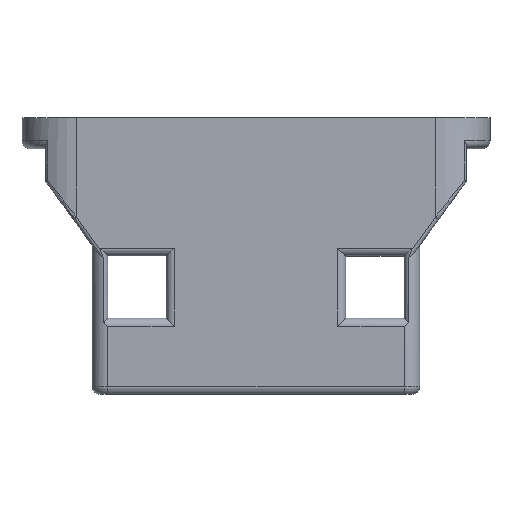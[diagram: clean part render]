
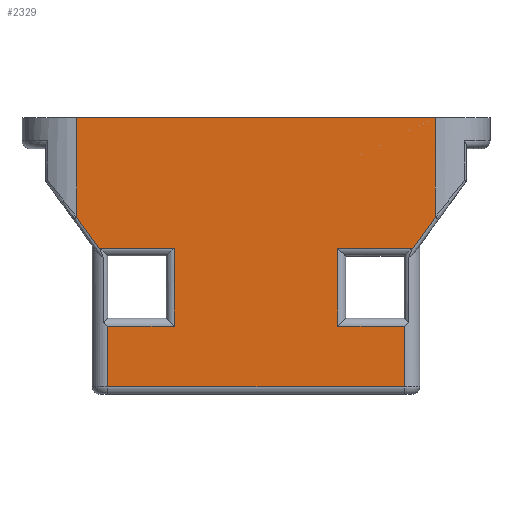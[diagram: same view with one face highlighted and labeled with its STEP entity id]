
A CAD part, front view. The second image highlights one B-rep face of the part: STEP entity #2329.
In plain terms, the highlighted planar face has unit normal (0, -1, 0).
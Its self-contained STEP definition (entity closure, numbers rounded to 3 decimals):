
#7 = DIRECTION ( 'NONE',  ( 0., 0., 1. ) ) ;
#28 = VECTOR ( 'NONE', #1588, 1000. ) ;
#69 = LINE ( 'NONE', #2967, #5854 ) ;
#100 = CARTESIAN_POINT ( 'NONE',  ( -10.5, 0., -9. ) ) ;
#110 = ORIENTED_EDGE ( 'NONE', *, *, #4877, .T. ) ;
#130 = VERTEX_POINT ( 'NONE', #3377 ) ;
#447 = AXIS2_PLACEMENT_3D ( 'NONE', #3446, #634, #2446 ) ;
#454 = CARTESIAN_POINT ( 'NONE',  ( 19., 0., -16.75 ) ) ;
#504 = CARTESIAN_POINT ( 'NONE',  ( -20., 0., 0. ) ) ;
#515 = CARTESIAN_POINT ( 'NONE',  ( 22.596, 0., 4.419 ) ) ;
#538 = EDGE_CURVE ( 'NONE', #1971, #572, #1830, .T. ) ;
#542 = DIRECTION ( 'NONE',  ( 0., 0., -1. ) ) ;
#572 = VERTEX_POINT ( 'NONE', #4733 ) ;
#597 = CARTESIAN_POINT ( 'NONE',  ( -23., 0., 17.75 ) ) ;
#600 = EDGE_CURVE ( 'NONE', #4823, #3149, #1682, .T. ) ;
#629 = EDGE_CURVE ( 'NONE', #5167, #4852, #5842, .T. ) ;
#634 = DIRECTION ( 'NONE',  ( 0., 1., 0. ) ) ;
#661 = LINE ( 'NONE', #4901, #5197 ) ;
#667 = CARTESIAN_POINT ( 'NONE',  ( 0., 0., -9. ) ) ;
#785 = ORIENTED_EDGE ( 'NONE', *, *, #1272, .T. ) ;
#805 = ORIENTED_EDGE ( 'NONE', *, *, #2322, .T. ) ;
#824 = VECTOR ( 'NONE', #4931, 1000. ) ;
#933 = VECTOR ( 'NONE', #7, 1000. ) ;
#936 = VECTOR ( 'NONE', #4176, 1000. ) ;
#1000 = DIRECTION ( 'NONE',  ( 1., 0., 0. ) ) ;
#1022 = EDGE_CURVE ( 'NONE', #4463, #1971, #4317, .T. ) ;
#1090 = CARTESIAN_POINT ( 'NONE',  ( 0., 0., -16.75 ) ) ;
#1115 = CARTESIAN_POINT ( 'NONE',  ( 20., 0., 1. ) ) ;
#1272 = EDGE_CURVE ( 'NONE', #5988, #4622, #4152, .T. ) ;
#1294 = EDGE_CURVE ( 'NONE', #3564, #4823, #4602, .T. ) ;
#1298 = VERTEX_POINT ( 'NONE', #597 ) ;
#1302 = ORIENTED_EDGE ( 'NONE', *, *, #1736, .T. ) ;
#1539 = CARTESIAN_POINT ( 'NONE',  ( 0., 0., 1. ) ) ;
#1563 = DIRECTION ( 'NONE',  ( 1., 0., 0. ) ) ;
#1588 = DIRECTION ( 'NONE',  ( 0., 0., -1. ) ) ;
#1625 = VECTOR ( 'NONE', #5353, 1000. ) ;
#1644 = DIRECTION ( 'NONE',  ( 0., 0., 1. ) ) ;
#1677 = VERTEX_POINT ( 'NONE', #1115 ) ;
#1682 = LINE ( 'NONE', #1720, #4029 ) ;
#1720 = CARTESIAN_POINT ( 'NONE',  ( -10.5, 0., -8. ) ) ;
#1736 = EDGE_CURVE ( 'NONE', #4561, #3564, #4937, .T. ) ;
#1830 = LINE ( 'NONE', #3306, #933 ) ;
#1971 = VERTEX_POINT ( 'NONE', #5627 ) ;
#2047 = ORIENTED_EDGE ( 'NONE', *, *, #600, .T. ) ;
#2056 = ORIENTED_EDGE ( 'NONE', *, *, #3062, .T. ) ;
#2069 = LINE ( 'NONE', #2093, #1625 ) ;
#2070 = EDGE_CURVE ( 'NONE', #1298, #572, #2069, .T. ) ;
#2093 = CARTESIAN_POINT ( 'NONE',  ( -20., 0., 17.75 ) ) ;
#2129 = VECTOR ( 'NONE', #4074, 1000. ) ;
#2297 = ORIENTED_EDGE ( 'NONE', *, *, #1022, .T. ) ;
#2322 = EDGE_CURVE ( 'NONE', #4852, #130, #69, .T. ) ;
#2329 = ADVANCED_FACE ( 'NONE', ( #4701 ), #5220, .F. ) ;
#2367 = CARTESIAN_POINT ( 'NONE',  ( -20.596, 0., 1.669 ) ) ;
#2417 = DIRECTION ( 'NONE',  ( 0.588, 0., 0.809 ) ) ;
#2446 = DIRECTION ( 'NONE',  ( 0., 0., 1. ) ) ;
#2454 = ORIENTED_EDGE ( 'NONE', *, *, #5299, .T. ) ;
#2612 = CARTESIAN_POINT ( 'NONE',  ( 20., 0., 0.85 ) ) ;
#2709 = VERTEX_POINT ( 'NONE', #5724 ) ;
#2816 = DIRECTION ( 'NONE',  ( 0., 0., 1. ) ) ;
#2827 = EDGE_CURVE ( 'NONE', #4622, #5167, #661, .T. ) ;
#2828 = EDGE_CURVE ( 'NONE', #130, #1677, #5848, .T. ) ;
#2900 = VECTOR ( 'NONE', #1000, 1000. ) ;
#2912 = CARTESIAN_POINT ( 'NONE',  ( -23., 0., 4.975 ) ) ;
#2967 = CARTESIAN_POINT ( 'NONE',  ( 10.5, 0., 0. ) ) ;
#2975 = ORIENTED_EDGE ( 'NONE', *, *, #629, .T. ) ;
#2988 = LINE ( 'NONE', #4068, #5181 ) ;
#3043 = ORIENTED_EDGE ( 'NONE', *, *, #538, .T. ) ;
#3062 = EDGE_CURVE ( 'NONE', #4758, #4561, #4838, .T. ) ;
#3149 = VERTEX_POINT ( 'NONE', #100 ) ;
#3161 = DIRECTION ( 'NONE',  ( 0., 0., -1. ) ) ;
#3185 = VECTOR ( 'NONE', #1563, 1000. ) ;
#3200 = VECTOR ( 'NONE', #5225, 1000. ) ;
#3221 = ORIENTED_EDGE ( 'NONE', *, *, #2828, .T. ) ;
#3306 = CARTESIAN_POINT ( 'NONE',  ( 23., 0., 17.75 ) ) ;
#3377 = CARTESIAN_POINT ( 'NONE',  ( 10.5, 0., 1. ) ) ;
#3410 = LINE ( 'NONE', #5781, #28 ) ;
#3446 = CARTESIAN_POINT ( 'NONE',  ( 0., 0., 0. ) ) ;
#3475 = CARTESIAN_POINT ( 'NONE',  ( 10.5, 0., -9. ) ) ;
#3526 = VECTOR ( 'NONE', #5711, 1000. ) ;
#3531 = EDGE_CURVE ( 'NONE', #2709, #5988, #2988, .T. ) ;
#3564 = VERTEX_POINT ( 'NONE', #3658 ) ;
#3658 = CARTESIAN_POINT ( 'NONE',  ( -20., 0., 1. ) ) ;
#3905 = LINE ( 'NONE', #4294, #3526 ) ;
#3942 = ORIENTED_EDGE ( 'NONE', *, *, #2070, .F. ) ;
#3972 = CARTESIAN_POINT ( 'NONE',  ( -10.5, 0., 1. ) ) ;
#3992 = CARTESIAN_POINT ( 'NONE',  ( 0., 0., -9. ) ) ;
#4029 = VECTOR ( 'NONE', #542, 1000. ) ;
#4068 = CARTESIAN_POINT ( 'NONE',  ( -19., 0., 0. ) ) ;
#4074 = DIRECTION ( 'NONE',  ( 1., 0., 0. ) ) ;
#4152 = LINE ( 'NONE', #1090, #3185 ) ;
#4173 = ORIENTED_EDGE ( 'NONE', *, *, #3531, .T. ) ;
#4176 = DIRECTION ( 'NONE',  ( 0.588, 0., -0.809 ) ) ;
#4294 = CARTESIAN_POINT ( 'NONE',  ( 20., 0., -8. ) ) ;
#4317 = LINE ( 'NONE', #515, #5044 ) ;
#4397 = DIRECTION ( 'NONE',  ( 0., 0., 1. ) ) ;
#4463 = VERTEX_POINT ( 'NONE', #2612 ) ;
#4490 = ORIENTED_EDGE ( 'NONE', *, *, #5731, .T. ) ;
#4535 = EDGE_LOOP ( 'NONE', ( #2056, #1302, #5178, #2047, #4490, #4173, #785, #5428, #2975, #805, #3221, #2454, #2297, #3043, #3942, #110 ) ) ;
#4561 = VERTEX_POINT ( 'NONE', #4666 ) ;
#4594 = CARTESIAN_POINT ( 'NONE',  ( -19., 0., -16.75 ) ) ;
#4602 = LINE ( 'NONE', #1539, #2900 ) ;
#4622 = VERTEX_POINT ( 'NONE', #454 ) ;
#4662 = CARTESIAN_POINT ( 'NONE',  ( 19., 0., -9. ) ) ;
#4666 = CARTESIAN_POINT ( 'NONE',  ( -20., 0., 0.85 ) ) ;
#4701 = FACE_OUTER_BOUND ( 'NONE', #4535, .T. ) ;
#4733 = CARTESIAN_POINT ( 'NONE',  ( 23., 0., 17.75 ) ) ;
#4758 = VERTEX_POINT ( 'NONE', #2912 ) ;
#4823 = VERTEX_POINT ( 'NONE', #3972 ) ;
#4838 = LINE ( 'NONE', #2367, #936 ) ;
#4852 = VERTEX_POINT ( 'NONE', #3475 ) ;
#4877 = EDGE_CURVE ( 'NONE', #1298, #4758, #3410, .T. ) ;
#4901 = CARTESIAN_POINT ( 'NONE',  ( 19., 0., 0. ) ) ;
#4931 = DIRECTION ( 'NONE',  ( -1., 0., 0. ) ) ;
#4937 = LINE ( 'NONE', #504, #5871 ) ;
#5044 = VECTOR ( 'NONE', #2417, 1000. ) ;
#5079 = LINE ( 'NONE', #667, #824 ) ;
#5167 = VERTEX_POINT ( 'NONE', #4662 ) ;
#5178 = ORIENTED_EDGE ( 'NONE', *, *, #1294, .T. ) ;
#5181 = VECTOR ( 'NONE', #3161, 1000. ) ;
#5197 = VECTOR ( 'NONE', #1644, 1000. ) ;
#5220 = PLANE ( 'NONE',  #447 ) ;
#5225 = DIRECTION ( 'NONE',  ( -1., 0., 0. ) ) ;
#5299 = EDGE_CURVE ( 'NONE', #1677, #4463, #3905, .T. ) ;
#5353 = DIRECTION ( 'NONE',  ( 1., 0., 0. ) ) ;
#5428 = ORIENTED_EDGE ( 'NONE', *, *, #2827, .T. ) ;
#5627 = CARTESIAN_POINT ( 'NONE',  ( 23., 0., 4.975 ) ) ;
#5711 = DIRECTION ( 'NONE',  ( 0., 0., -1. ) ) ;
#5724 = CARTESIAN_POINT ( 'NONE',  ( -19., 0., -9. ) ) ;
#5731 = EDGE_CURVE ( 'NONE', #3149, #2709, #5079, .T. ) ;
#5781 = CARTESIAN_POINT ( 'NONE',  ( -23., 0., 13.75 ) ) ;
#5842 = LINE ( 'NONE', #3992, #3200 ) ;
#5843 = CARTESIAN_POINT ( 'NONE',  ( 0., 0., 1. ) ) ;
#5848 = LINE ( 'NONE', #5843, #2129 ) ;
#5854 = VECTOR ( 'NONE', #4397, 1000. ) ;
#5871 = VECTOR ( 'NONE', #2816, 1000. ) ;
#5988 = VERTEX_POINT ( 'NONE', #4594 ) ;
